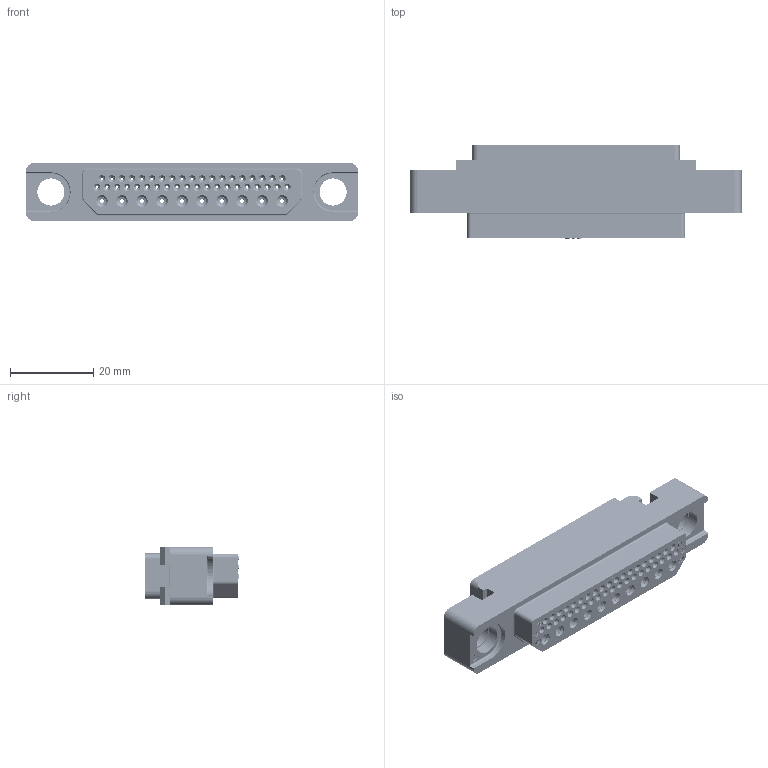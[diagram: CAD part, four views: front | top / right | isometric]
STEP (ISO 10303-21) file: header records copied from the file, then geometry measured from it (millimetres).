
FILE_DESCRIPTION((''),'2;1');
FILE_NAME('1900ND13S1X00C','2019-10-29T',('presta_be4'),(''),'CREO PARAMETRIC BY PTC INC, 2018360','CREO PARAMETRIC BY PTC INC, 2018360','');
FILE_SCHEMA(('CONFIG_CONTROL_DESIGN'));
Products named in the file (1): 1900ND13S1X00C
Bounding box: 80 x 22.57 x 14 mm (x, y, z)
Volume: 12179.2 mm3; surface area: 12842.1 mm2
Topology: 4 solids, 4 shells, 5130 faces, 11882 edges, 7102 vertices
Faces by surface type: plane 1639, cylinder 1324, torus 1184, cone 837, extrusion 140, bspline 6
Entity records: 147127 total; most frequent: DIRECTION 27077, CARTESIAN_POINT 26979, ORIENTED_EDGE 23764, EDGE_CURVE 11882, AXIS2_PLACEMENT_3D 10458, VERTEX_POINT 7102, VECTOR 6161, LINE 6021
